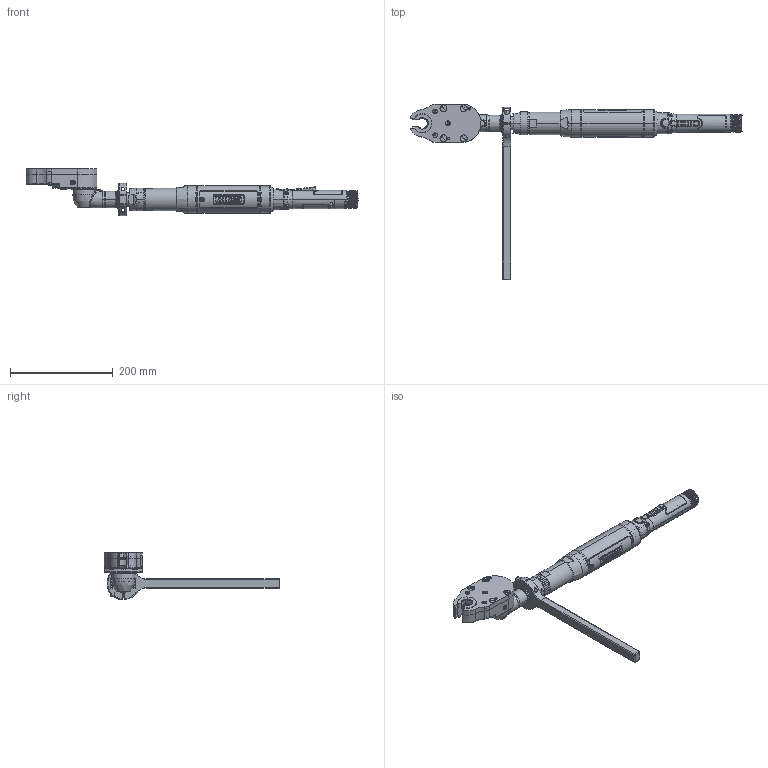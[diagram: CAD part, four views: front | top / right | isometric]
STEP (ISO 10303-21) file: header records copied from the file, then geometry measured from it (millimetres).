
FILE_DESCRIPTION((''),'2;1');
FILE_NAME('EB44LT20-102','2012-02-02T',('MAM0508'),(''),'PRO/ENGINEER BY PARAMETRIC TECHNOLOGY CORPORATION, 2010430','PRO/ENGINEER BY PARAMETRIC TECHNOLOGY CORPORATION, 2010430','');
FILE_SCHEMA(('CONFIG_CONTROL_DESIGN'));
Products named in the file (1): EB44LT20-102
Bounding box: 646.5 x 342.1 x 92.62 mm (x, y, z)
Surface area: 225293.1 mm2 (no closed solid volume)
Topology: 0 solids, 265 shells, 855 faces, 4756 edges, 4054 vertices
Faces by surface type: cylinder 371, plane 209, bspline 121, cone 75, torus 59, extrusion 16, sphere 4
Entity records: 72271 total; most frequent: CARTESIAN_POINT 39796, ORIENTED_EDGE 5831, DIRECTION 5660, EDGE_CURVE 4754, VERTEX_POINT 4054, AXIS2_PLACEMENT_3D 1975, B_SPLINE_CURVE_WITH_KNOTS 1819, VECTOR 1710
